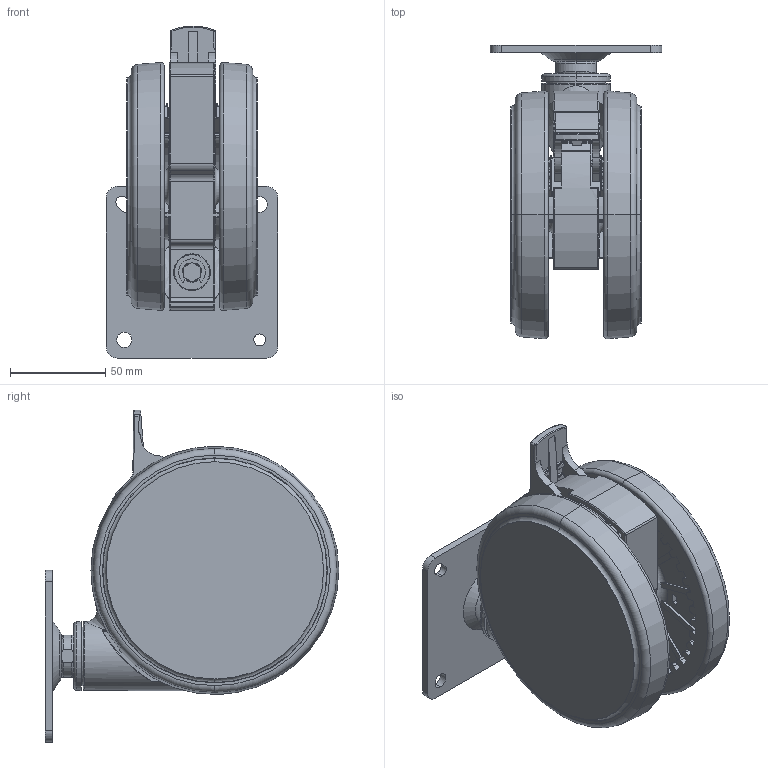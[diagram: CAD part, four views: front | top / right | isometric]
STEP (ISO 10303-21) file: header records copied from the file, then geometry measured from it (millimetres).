
FILE_DESCRIPTION (( 'STEP AP214' ), '1' );
FILE_NAME ('TCA-FZW130S.STEP', '2016-08-05T05:28:47', ( '' ), ( '' ), 'SwSTEP 2.0', 'SolidWorks 2015', '' );
FILE_SCHEMA (( 'AUTOMOTIVE_DESIGN' ));
Length unit declared in the file: millimetre
Products named in the file (2): caster; TCA-FZW130S
Assembly tree (1 placements, depth 2):
  TCA-FZW130S
    caster
Bounding box: 90 x 153.99 x 174.11 mm (x, y, z)
Volume: 541887.5 mm3; surface area: 209290.2 mm2
Topology: 1 solids, 7 shells, 2612 faces, 6824 edges, 4225 vertices
Faces by surface type: cylinder 1126, plane 776, torus 600, sphere 46, cone 33, bspline 31
Entity records: 82675 total; most frequent: CARTESIAN_POINT 16333, DIRECTION 15245, ORIENTED_EDGE 13536, EDGE_CURVE 6768, AXIS2_PLACEMENT_3D 6130, VERTEX_POINT 4211, CIRCLE 3545, VECTOR 2985
